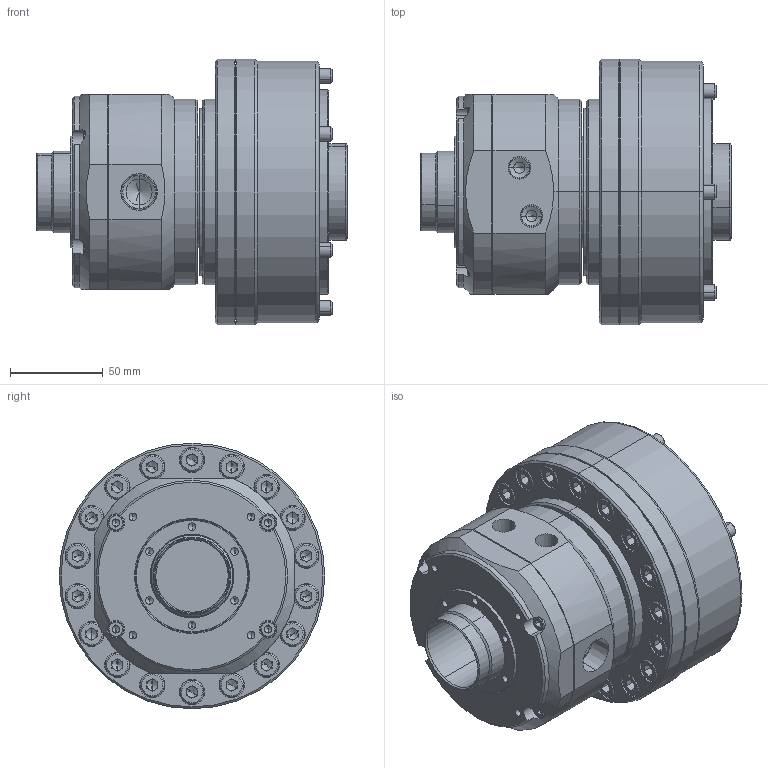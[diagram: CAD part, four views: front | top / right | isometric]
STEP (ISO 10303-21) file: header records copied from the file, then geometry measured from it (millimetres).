
FILE_DESCRIPTION (( 'STEP AP203' ), '1' );
FILE_NAME ('CF-TR-539(ST15).STEP', '2019-03-13T00:44:49', ( '' ), ( '' ), 'SwSTEP 2.0', 'SolidWorks 2016', '' );
FILE_SCHEMA (( 'CONFIG_CONTROL_DESIGN' ));
Length unit declared in the file: millimetre
Products named in the file (9): 圓頭內六角螺栓_M5x18; CF-TR-539-01000; 圓頭內六角螺栓_M8x25; CF-TR-539-02000-S45C; CF-TR-539(ST15); CF-TS-539-05000; 圓頭內六角螺栓_M8x55; CF-TR-539-03000; CF-TS-539-06000
Assembly tree (27 placements, depth 2):
  CF-TR-539(ST15)
    CF-TR-539-03000
    CF-TR-539-01000
    CF-TR-539-02000-S45C
    CF-TS-539-05000
    CF-TS-539-06000
    圓頭內六角螺栓_M8x55  x6
    圓頭內六角螺栓_M8x25  x12
    圓頭內六角螺栓_M5x18  x4
Bounding box: 167 x 143 x 143 mm (x, y, z)
Volume: 1540704.2 mm3; surface area: 311533.1 mm2
Topology: 27 solids, 27 shells, 1019 faces, 2338 edges, 1375 vertices
Faces by surface type: plane 399, cylinder 341, cone 275, torus 4
Entity records: 16998 total; most frequent: DIRECTION 2930, CARTESIAN_POINT 2877, ORIENTED_EDGE 2388, AXIS2_PLACEMENT_3D 1206, EDGE_CURVE 1194, VERTEX_POINT 748, EDGE_LOOP 690, CIRCLE 632
